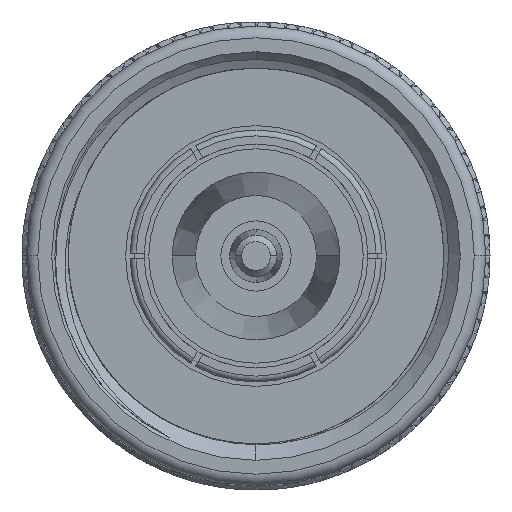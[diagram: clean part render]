
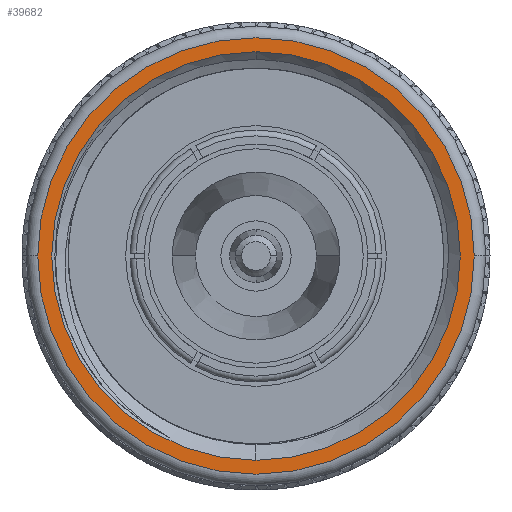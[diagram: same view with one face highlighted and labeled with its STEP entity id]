
A CAD part, left-side view. The second image highlights one B-rep face of the part: STEP entity #39682.
In plain terms, the highlighted planar face has unit normal (-1, 0, 0).
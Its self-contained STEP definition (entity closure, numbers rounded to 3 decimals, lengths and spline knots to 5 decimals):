
#6683 = EDGE_CURVE ( 'NONE', #30134, #58833, #117990, .T. ) ;
#9048 = ORIENTED_EDGE ( 'NONE', *, *, #53530, .F. ) ;
#10294 = CARTESIAN_POINT ( 'NONE',  ( 0., 0., 0. ) ) ;
#10400 = CIRCLE ( 'NONE', #140351, 0.34919 ) ;
#10826 = CARTESIAN_POINT ( 'NONE',  ( 0., 0., 0. ) ) ;
#12070 = CARTESIAN_POINT ( 'NONE',  ( 0., -0.3731, 0. ) ) ;
#12414 = EDGE_LOOP ( 'NONE', ( #9048, #109129 ) ) ;
#14162 = CARTESIAN_POINT ( 'NONE',  ( 0., 0.34919, 0. ) ) ;
#25016 = VERTEX_POINT ( 'NONE', #12070 ) ;
#28435 = DIRECTION ( 'NONE',  ( -1., 0., 0. ) ) ;
#30134 = VERTEX_POINT ( 'NONE', #14162 ) ;
#39682 = ADVANCED_FACE ( 'NONE', ( #77592, #172448 ), #205777, .F. ) ;
#53530 = EDGE_CURVE ( 'NONE', #58833, #30134, #10400, .T. ) ;
#58833 = VERTEX_POINT ( 'NONE', #142377 ) ;
#62852 = CARTESIAN_POINT ( 'NONE',  ( 0., 0., 0. ) ) ;
#73958 = DIRECTION ( 'NONE',  ( -1., 0., 0. ) ) ;
#75520 = CARTESIAN_POINT ( 'NONE',  ( 0., 0.34919, 0. ) ) ;
#75738 = EDGE_CURVE ( 'NONE', #122873, #25016, #204356, .T. ) ;
#76557 = DIRECTION ( 'NONE',  ( 0., 1., 0. ) ) ;
#77592 = FACE_BOUND ( 'NONE', #12414, .T. ) ;
#95311 = CARTESIAN_POINT ( 'NONE',  ( 0., 0.3731, 0. ) ) ;
#95346 = DIRECTION ( 'NONE',  ( 1., 0., 0. ) ) ;
#96674 = CARTESIAN_POINT ( 'NONE',  ( 0., 0., 0. ) ) ;
#101299 = AXIS2_PLACEMENT_3D ( 'NONE', #10826, #127380, #185015 ) ;
#109129 = ORIENTED_EDGE ( 'NONE', *, *, #6683, .F. ) ;
#111538 = ORIENTED_EDGE ( 'NONE', *, *, #197631, .T. ) ;
#117990 = CIRCLE ( 'NONE', #201277, 0.34919 ) ;
#118023 = EDGE_LOOP ( 'NONE', ( #160477, #111538 ) ) ;
#122873 = VERTEX_POINT ( 'NONE', #95311 ) ;
#127380 = DIRECTION ( 'NONE',  ( -1., 0., 0. ) ) ;
#137625 = DIRECTION ( 'NONE',  ( 0., 1., 0. ) ) ;
#140125 = DIRECTION ( 'NONE',  ( 0., -1., 0. ) ) ;
#140351 = AXIS2_PLACEMENT_3D ( 'NONE', #62852, #28435, #140125 ) ;
#142377 = CARTESIAN_POINT ( 'NONE',  ( 0., -0.34919, 0. ) ) ;
#142607 = CIRCLE ( 'NONE', #182552, 0.3731 ) ;
#145685 = DIRECTION ( 'NONE',  ( -1., 0., 0. ) ) ;
#160477 = ORIENTED_EDGE ( 'NONE', *, *, #75738, .T. ) ;
#172448 = FACE_OUTER_BOUND ( 'NONE', #118023, .T. ) ;
#177876 = DIRECTION ( 'NONE',  ( 0., -1., 0. ) ) ;
#182552 = AXIS2_PLACEMENT_3D ( 'NONE', #10294, #73958, #137625 ) ;
#185015 = DIRECTION ( 'NONE',  ( 0., 1., 0. ) ) ;
#197631 = EDGE_CURVE ( 'NONE', #25016, #122873, #142607, .T. ) ;
#201277 = AXIS2_PLACEMENT_3D ( 'NONE', #96674, #145685, #177876 ) ;
#204356 = CIRCLE ( 'NONE', #101299, 0.3731 ) ;
#205758 = AXIS2_PLACEMENT_3D ( 'NONE', #75520, #95346, #76557 ) ;
#205777 = PLANE ( 'NONE',  #205758 ) ;
